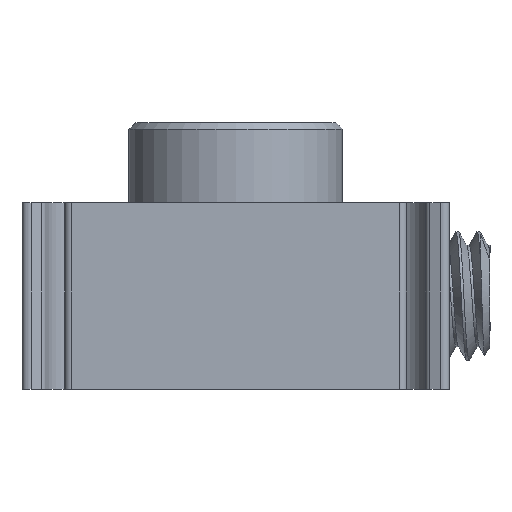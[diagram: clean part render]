
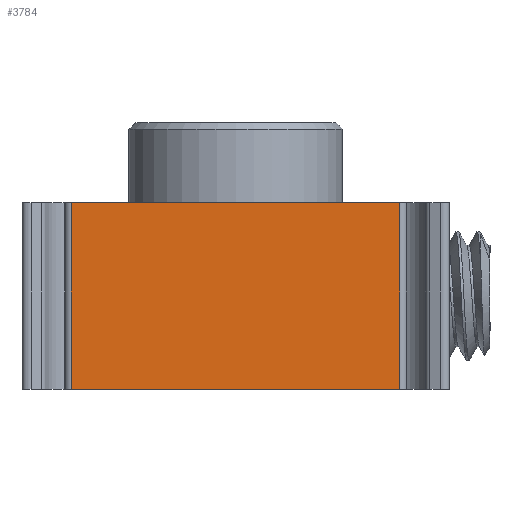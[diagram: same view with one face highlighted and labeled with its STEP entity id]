
A CAD part, left-side view. The second image highlights one B-rep face of the part: STEP entity #3784.
In plain terms, the highlighted planar face has unit normal (-1, 0, 0).
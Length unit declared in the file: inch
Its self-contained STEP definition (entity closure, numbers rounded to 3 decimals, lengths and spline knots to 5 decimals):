
#21 = VERTEX_POINT ( 'NONE', #2634 ) ;
#41 = PLANE ( 'NONE',  #4064 ) ;
#185 = ORIENTED_EDGE ( 'NONE', *, *, #2796, .T. ) ;
#206 = ORIENTED_EDGE ( 'NONE', *, *, #4552, .T. ) ;
#319 = EDGE_CURVE ( 'NONE', #21, #1792, #4669, .T. ) ;
#834 = CARTESIAN_POINT ( 'NONE',  ( -1.10341, -0.04452, 0.61071 ) ) ;
#1412 = CARTESIAN_POINT ( 'NONE',  ( -1.10341, -0.60149, 0.8863 ) ) ;
#1418 = DIRECTION ( 'NONE',  ( 0., 0., -1. ) ) ;
#1423 = VECTOR ( 'NONE', #1418, 39.37008 ) ;
#1427 = CARTESIAN_POINT ( 'NONE',  ( -1.10341, -0.04452, 1.61071 ) ) ;
#1479 = CARTESIAN_POINT ( 'NONE',  ( -1.10341, -0.52853, 1.61071 ) ) ;
#1592 = LINE ( 'NONE', #3040, #3750 ) ;
#1792 = VERTEX_POINT ( 'NONE', #834 ) ;
#2126 = ORIENTED_EDGE ( 'NONE', *, *, #3428, .F. ) ;
#2634 = CARTESIAN_POINT ( 'NONE',  ( -1.10341, -0.04452, 0.8863 ) ) ;
#2796 = EDGE_CURVE ( 'NONE', #4422, #21, #4655, .T. ) ;
#2854 = DIRECTION ( 'NONE',  ( 0., 1., 0. ) ) ;
#2872 = DIRECTION ( 'NONE',  ( 0., 0., -1. ) ) ;
#2922 = DIRECTION ( 'NONE',  ( 1., 0., 0. ) ) ;
#2937 = CARTESIAN_POINT ( 'NONE',  ( -1.10341, -0.52853, 0.8863 ) ) ;
#3040 = CARTESIAN_POINT ( 'NONE',  ( -1.10341, -0.52853, 0.61071 ) ) ;
#3220 = LINE ( 'NONE', #4663, #1423 ) ;
#3282 = FACE_OUTER_BOUND ( 'NONE', #4580, .T. ) ;
#3428 = EDGE_CURVE ( 'NONE', #4422, #3584, #3220, .T. ) ;
#3504 = CARTESIAN_POINT ( 'NONE',  ( -1.10341, -0.52853, 0.61071 ) ) ;
#3584 = VERTEX_POINT ( 'NONE', #3504 ) ;
#3741 = VECTOR ( 'NONE', #2872, 39.37008 ) ;
#3750 = VECTOR ( 'NONE', #4482, 39.37008 ) ;
#3784 = ADVANCED_FACE ( 'NONE', ( #3282 ), #41, .F. ) ;
#3953 = ORIENTED_EDGE ( 'NONE', *, *, #319, .T. ) ;
#4064 = AXIS2_PLACEMENT_3D ( 'NONE', #1479, #2922, #4373 ) ;
#4373 = DIRECTION ( 'NONE',  ( 0., 1., 0. ) ) ;
#4422 = VERTEX_POINT ( 'NONE', #2937 ) ;
#4482 = DIRECTION ( 'NONE',  ( 0., -1., 0. ) ) ;
#4552 = EDGE_CURVE ( 'NONE', #1792, #3584, #1592, .T. ) ;
#4580 = EDGE_LOOP ( 'NONE', ( #185, #3953, #206, #2126 ) ) ;
#4621 = VECTOR ( 'NONE', #2854, 39.37008 ) ;
#4655 = LINE ( 'NONE', #1412, #4621 ) ;
#4663 = CARTESIAN_POINT ( 'NONE',  ( -1.10341, -0.52853, 1.61071 ) ) ;
#4669 = LINE ( 'NONE', #1427, #3741 ) ;
